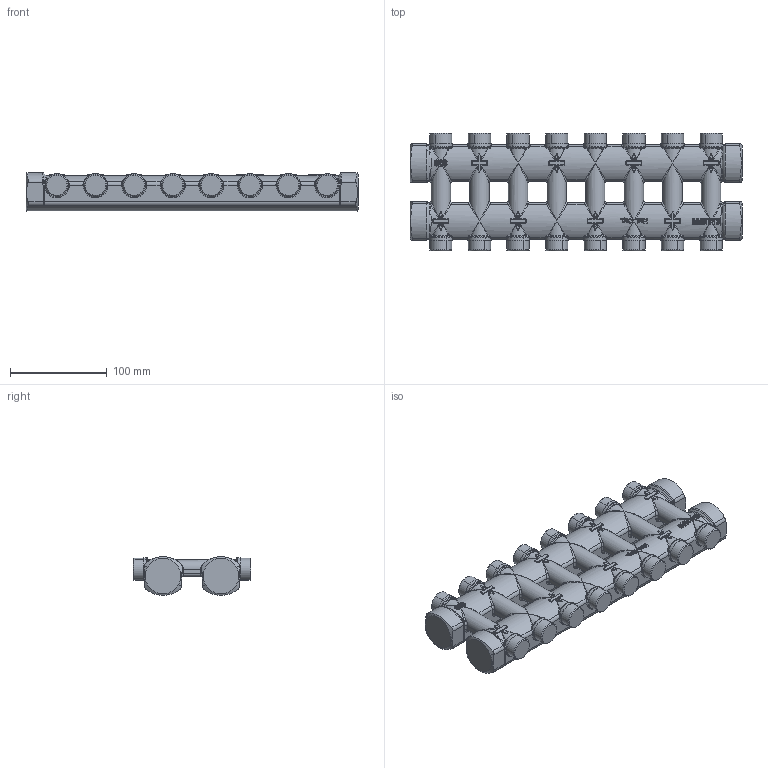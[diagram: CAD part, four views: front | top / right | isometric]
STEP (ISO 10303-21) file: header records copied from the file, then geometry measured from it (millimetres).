
FILE_DESCRIPTION(('CATIA V5 STEP Exchange','CAx-IF Rec.Pracs.--- Model Styling and Organization---1.5--- 2016-08-15','CAx-IF Rec.Pracs.---Supplemental Geometry---1.0---2011-11-01','CAx-IF Rec.Pracs.--- Composite Materials ---3.4---2017-06-13','CAx-IF Rec.Pracs.---Tessellated 3D Geometry---1.0---2015-12-17'),'2;1');
FILE_NAME('STEP_356608_-_TST.stp','2022-12-19T20:03:55+00:00',('none'),('none'),'CATIA Version 5-6 Release 2020 SP5','CATIA V5 STEP AP242 v2','none');
FILE_SCHEMA(('AP242_MANAGED_MODEL_BASED_3D_ENGINEERING_MIM_LF {1 0 10303 442 1 1 4}'));
Products named in the file (1): 356608 - TST
Bounding box: 344 x 122 x 39.93 mm (x, y, z)
Volume: 1007200.2 mm3; surface area: 117026.1 mm2
Topology: 1 solids, 10 shells, 3171 faces, 7373 edges, 3891 vertices
Faces by surface type: bspline 1039, cylinder 955, torus 427, plane 373, sphere 254, extrusion 71, cone 52
Entity records: 178868 total; most frequent: CARTESIAN_POINT 121073, ORIENTED_EDGE 14040, DIRECTION 7445, EDGE_CURVE 7020, AXIS2_PLACEMENT_3D 3933, VERTEX_POINT 3891, B_SPLINE_CURVE_WITH_KNOTS 3225, EDGE_LOOP 3207
